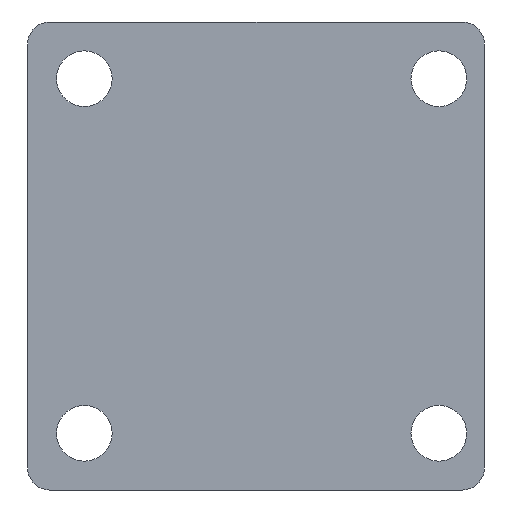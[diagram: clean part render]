
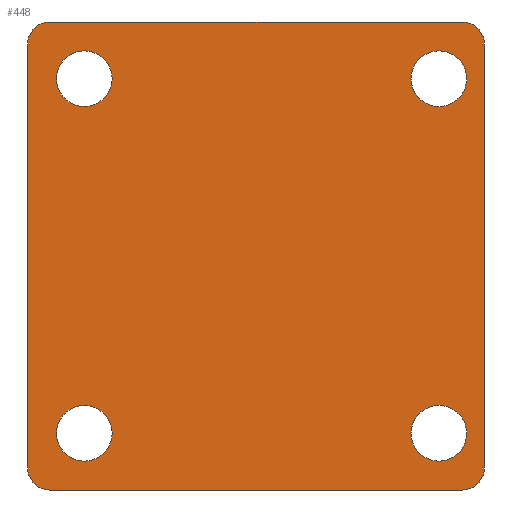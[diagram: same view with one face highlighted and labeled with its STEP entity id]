
A CAD part, front view. The second image highlights one B-rep face of the part: STEP entity #448.
In plain terms, the highlighted planar face has unit normal (0, -1, 0).
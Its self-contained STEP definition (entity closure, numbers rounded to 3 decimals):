
#20=FACE_BOUND('',#90,.T.);
#21=FACE_BOUND('',#91,.T.);
#22=FACE_BOUND('',#92,.T.);
#23=FACE_BOUND('',#93,.T.);
#38=PLANE('',#501);
#61=FACE_OUTER_BOUND('',#89,.T.);
#89=EDGE_LOOP('',(#406,#407,#408,#409,#410,#411,#412,#413));
#90=EDGE_LOOP('',(#414));
#91=EDGE_LOOP('',(#415));
#92=EDGE_LOOP('',(#416));
#93=EDGE_LOOP('',(#417));
#98=LINE('',#641,#142);
#107=LINE('',#672,#151);
#136=LINE('',#745,#180);
#137=LINE('',#747,#181);
#142=VECTOR('',#516,10.);
#151=VECTOR('',#545,10.);
#180=VECTOR('',#618,10.);
#181=VECTOR('',#621,10.);
#183=CIRCLE('',#465,2.);
#187=CIRCLE('',#472,2.);
#189=CIRCLE('',#475,2.);
#193=CIRCLE('',#482,2.);
#194=CIRCLE('',#484,2.5);
#195=CIRCLE('',#486,2.5);
#196=CIRCLE('',#488,2.5);
#197=CIRCLE('',#490,2.5);
#200=VERTEX_POINT('',#631);
#201=VERTEX_POINT('',#633);
#203=VERTEX_POINT('',#639);
#209=VERTEX_POINT('',#655);
#212=VERTEX_POINT('',#662);
#213=VERTEX_POINT('',#664);
#215=VERTEX_POINT('',#670);
#221=VERTEX_POINT('',#686);
#222=VERTEX_POINT('',#690);
#223=VERTEX_POINT('',#694);
#224=VERTEX_POINT('',#698);
#225=VERTEX_POINT('',#702);
#240=EDGE_CURVE('',#200,#201,#183,.T.);
#244=EDGE_CURVE('',#200,#203,#98,.T.);
#252=EDGE_CURVE('',#209,#203,#187,.T.);
#255=EDGE_CURVE('',#212,#213,#189,.T.);
#259=EDGE_CURVE('',#212,#215,#107,.T.);
#267=EDGE_CURVE('',#221,#215,#193,.T.);
#269=EDGE_CURVE('',#222,#222,#194,.T.);
#271=EDGE_CURVE('',#223,#223,#195,.T.);
#273=EDGE_CURVE('',#224,#224,#196,.T.);
#275=EDGE_CURVE('',#225,#225,#197,.T.);
#296=EDGE_CURVE('',#209,#213,#136,.T.);
#297=EDGE_CURVE('',#221,#201,#137,.T.);
#406=ORIENTED_EDGE('',*,*,#240,.F.);
#407=ORIENTED_EDGE('',*,*,#244,.T.);
#408=ORIENTED_EDGE('',*,*,#252,.F.);
#409=ORIENTED_EDGE('',*,*,#296,.T.);
#410=ORIENTED_EDGE('',*,*,#255,.F.);
#411=ORIENTED_EDGE('',*,*,#259,.T.);
#412=ORIENTED_EDGE('',*,*,#267,.F.);
#413=ORIENTED_EDGE('',*,*,#297,.T.);
#414=ORIENTED_EDGE('',*,*,#269,.T.);
#415=ORIENTED_EDGE('',*,*,#271,.T.);
#416=ORIENTED_EDGE('',*,*,#273,.T.);
#417=ORIENTED_EDGE('',*,*,#275,.T.);
#448=ADVANCED_FACE('',(#61,#20,#21,#22,#23),#38,.T.);
#465=AXIS2_PLACEMENT_3D('',#634,#509,#510);
#472=AXIS2_PLACEMENT_3D('',#657,#531,#532);
#475=AXIS2_PLACEMENT_3D('',#665,#538,#539);
#482=AXIS2_PLACEMENT_3D('',#688,#560,#561);
#484=AXIS2_PLACEMENT_3D('',#692,#565,#566);
#486=AXIS2_PLACEMENT_3D('',#696,#570,#571);
#488=AXIS2_PLACEMENT_3D('',#700,#575,#576);
#490=AXIS2_PLACEMENT_3D('',#704,#580,#581);
#501=AXIS2_PLACEMENT_3D('',#749,#624,#625);
#509=DIRECTION('center_axis',(0.,1.,0.));
#510=DIRECTION('ref_axis',(-0.707,0.,0.707));
#516=DIRECTION('',(0.,0.,-1.));
#531=DIRECTION('center_axis',(0.,1.,0.));
#532=DIRECTION('ref_axis',(-0.707,0.,-0.707));
#538=DIRECTION('center_axis',(0.,1.,0.));
#539=DIRECTION('ref_axis',(0.707,0.,-0.707));
#545=DIRECTION('',(0.,0.,1.));
#560=DIRECTION('center_axis',(0.,1.,0.));
#561=DIRECTION('ref_axis',(0.707,0.,0.707));
#565=DIRECTION('center_axis',(0.,1.,0.));
#566=DIRECTION('ref_axis',(-1.,0.,0.));
#570=DIRECTION('center_axis',(0.,1.,0.));
#571=DIRECTION('ref_axis',(-1.,0.,0.));
#575=DIRECTION('center_axis',(0.,1.,0.));
#576=DIRECTION('ref_axis',(-1.,0.,0.));
#580=DIRECTION('center_axis',(0.,1.,0.));
#581=DIRECTION('ref_axis',(-1.,0.,0.));
#618=DIRECTION('',(1.,0.,0.));
#621=DIRECTION('',(-1.,0.,0.));
#624=DIRECTION('center_axis',(0.,-1.,0.));
#625=DIRECTION('ref_axis',(0.,0.,-1.));
#631=CARTESIAN_POINT('',(-30.,-2.,0.));
#633=CARTESIAN_POINT('',(-28.,-2.,2.));
#634=CARTESIAN_POINT('Origin',(-28.,-2.,0.));
#639=CARTESIAN_POINT('',(-30.,-2.,-38.));
#641=CARTESIAN_POINT('',(-30.,-2.,2.));
#655=CARTESIAN_POINT('',(-28.,-2.,-40.));
#657=CARTESIAN_POINT('Origin',(-28.,-2.,-38.));
#662=CARTESIAN_POINT('',(11.,-2.,-38.));
#664=CARTESIAN_POINT('',(9.,-2.,-40.));
#665=CARTESIAN_POINT('Origin',(9.,-2.,-38.));
#670=CARTESIAN_POINT('',(11.,-2.,0.));
#672=CARTESIAN_POINT('',(11.,-2.,-40.));
#686=CARTESIAN_POINT('',(9.,-2.,2.));
#688=CARTESIAN_POINT('Origin',(9.,-2.,0.));
#690=CARTESIAN_POINT('',(-22.41,-2.,-3.09));
#692=CARTESIAN_POINT('Origin',(-24.91,-2.,-3.09));
#694=CARTESIAN_POINT('',(-22.41,-2.,-34.91));
#696=CARTESIAN_POINT('Origin',(-24.91,-2.,-34.91));
#698=CARTESIAN_POINT('',(9.41,-2.,-34.91));
#700=CARTESIAN_POINT('Origin',(6.91,-2.,-34.91));
#702=CARTESIAN_POINT('',(9.41,-2.,-3.09));
#704=CARTESIAN_POINT('Origin',(6.91,-2.,-3.09));
#745=CARTESIAN_POINT('',(-30.,-2.,-40.));
#747=CARTESIAN_POINT('',(11.,-2.,2.));
#749=CARTESIAN_POINT('Origin',(-9.5,-2.,-19.));
